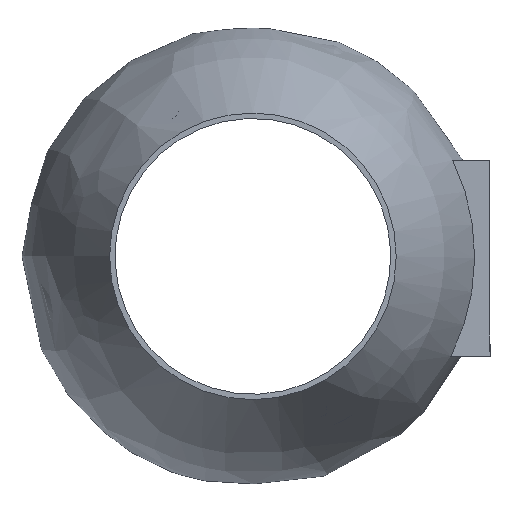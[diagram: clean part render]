
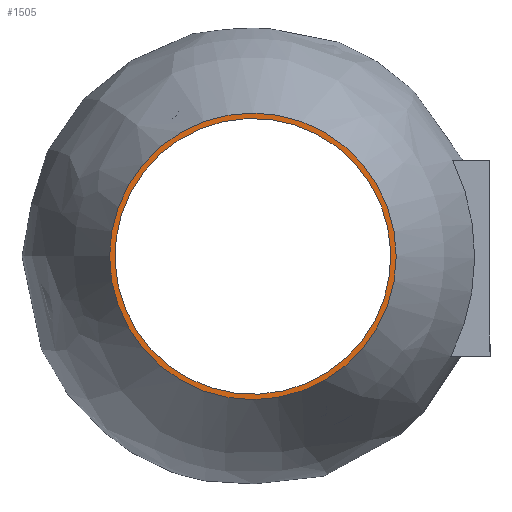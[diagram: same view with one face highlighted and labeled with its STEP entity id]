
A CAD part, front view. The second image highlights one B-rep face of the part: STEP entity #1505.
In plain terms, the highlighted planar face has unit normal (0, -1, 0).
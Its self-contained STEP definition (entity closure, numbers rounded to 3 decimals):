
#138=FACE_BOUND('',#309,.T.);
#212=FACE_OUTER_BOUND('',#308,.T.);
#308=EDGE_LOOP('',(#1244));
#309=EDGE_LOOP('',(#1245));
#387=CIRCLE('',#1629,60.);
#393=CIRCLE('',#1637,57.736);
#670=VERTEX_POINT('',#3018);
#709=VERTEX_POINT('',#3619);
#860=EDGE_CURVE('',#670,#670,#387,.T.);
#905=EDGE_CURVE('',#709,#709,#393,.T.);
#1244=ORIENTED_EDGE('',*,*,#860,.F.);
#1245=ORIENTED_EDGE('',*,*,#905,.T.);
#1457=PLANE('',#1636);
#1505=ADVANCED_FACE('',(#212,#138),#1457,.T.);
#1629=AXIS2_PLACEMENT_3D('',#3019,#1880,#1881);
#1636=AXIS2_PLACEMENT_3D('',#3618,#1896,#1897);
#1637=AXIS2_PLACEMENT_3D('',#3620,#1898,#1899);
#1880=DIRECTION('center_axis',(0.,1.,0.));
#1881=DIRECTION('ref_axis',(1.,0.,0.));
#1896=DIRECTION('center_axis',(0.,-1.,0.));
#1897=DIRECTION('ref_axis',(0.,0.,-1.));
#1898=DIRECTION('center_axis',(0.,1.,0.));
#1899=DIRECTION('ref_axis',(1.,0.,0.));
#3018=CARTESIAN_POINT('',(-59.721,-35.015,-0.059));
#3019=CARTESIAN_POINT('Origin',(0.279,-35.015,-0.059));
#3618=CARTESIAN_POINT('Origin',(-59.721,-35.015,-0.059));
#3619=CARTESIAN_POINT('',(2.678,-35.015,-57.745));
#3620=CARTESIAN_POINT('Origin',(0.279,-35.015,-0.059));
